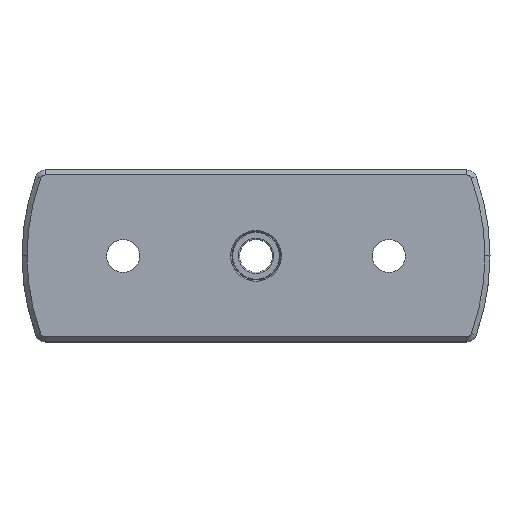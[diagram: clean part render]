
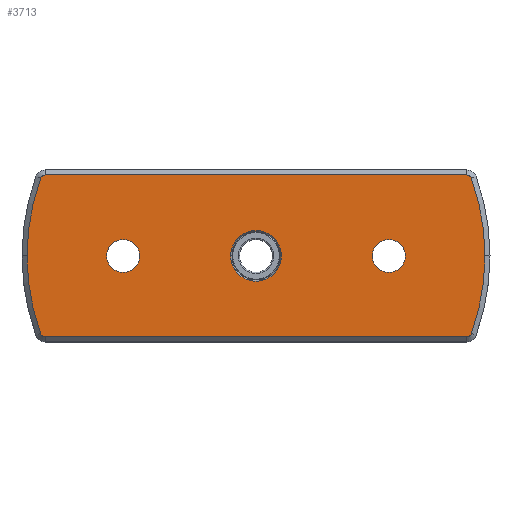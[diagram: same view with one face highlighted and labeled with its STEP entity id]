
A CAD part, top view. The second image highlights one B-rep face of the part: STEP entity #3713.
In plain terms, the highlighted planar face has unit normal (0, 0, 1).
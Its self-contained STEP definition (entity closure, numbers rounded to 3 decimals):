
#1377=EDGE_CURVE('NONE',#1415,#1977,#4049,.T.);
#1415=VERTEX_POINT('NONE',#4092);
#1421=VERTEX_POINT('NONE',#4098);
#1463=EDGE_CURVE('NONE',#2705,#3081,#4147,.T.);
#1505=EDGE_CURVE('NONE',#1745,#1939,#4191,.T.);
#1509=EDGE_CURVE('NONE',#3081,#2499,#4195,.T.);
#1645=VERTEX_POINT('NONE',#4353);
#1713=EDGE_CURVE('NONE',#2615,#1645,#4429,.T.);
#1745=VERTEX_POINT('NONE',#4461);
#1831=EDGE_CURVE('NONE',#3645,#2615,#4557,.T.);
#1879=EDGE_CURVE('NONE',#1939,#2705,#4613,.T.);
#1939=VERTEX_POINT('NONE',#4679);
#1977=VERTEX_POINT('NONE',#4718);
#2045=VERTEX_POINT('NONE',#4797);
#2169=EDGE_CURVE('NONE',#2045,#2989,#4942,.T.);
#2389=EDGE_CURVE('NONE',#2499,#2597,#5192,.T.);
#2487=EDGE_CURVE('NONE',#3169,#2747,#5304,.T.);
#2499=VERTEX_POINT('',#5317);
#2597=VERTEX_POINT('NONE',#5428);
#2615=VERTEX_POINT('NONE',#5449);
#2619=EDGE_CURVE('NONE',#1421,#1745,#5453,.T.);
#2705=VERTEX_POINT('NONE',#5548);
#2747=VERTEX_POINT('NONE',#5594);
#2989=VERTEX_POINT('NONE',#5904);
#3081=VERTEX_POINT('NONE',#6009);
#3169=VERTEX_POINT('NONE',#6109);
#3401=EDGE_CURVE('NONE',#1645,#1421,#6361,.T.);
#3539=EDGE_CURVE('NONE',#2989,#2045,#6522,.T.);
#3627=EDGE_CURVE('NONE',#2597,#3645,#6621,.T.);
#3645=VERTEX_POINT('NONE',#6640);
#3685=EDGE_CURVE('NONE',#1977,#1415,#6682,.T.);
#3713=ADVANCED_FACE('NONE',(#6712,#6713,#6714,#6715),#6716,.F.);
#3783=EDGE_CURVE('NONE',#2747,#3169,#6803,.T.);
#4049=CIRCLE('',#7099,10.0);
#4092=CARTESIAN_POINT('',(10.0,0.,0.));
#4098=CARTESIAN_POINT('',(-90.5,0.,0.));
#4147=CIRCLE('',#7217,2.);
#4191=CIRCLE('',#7282,2.);
#4195=CIRCLE('',#7287,90.5);
#4353=CARTESIAN_POINT('',(-85.142,30.678,0.));
#4429=CIRCLE('',#7585,2.);
#4461=CARTESIAN_POINT('',(-85.142,-30.678,0.));
#4557=LINE('',#7761,#7762);
#4613=LINE('',#7833,#7834);
#4679=CARTESIAN_POINT('',(-83.26,-32.,0.));
#4718=CARTESIAN_POINT('',(-10.0,0.,0.));
#4797=CARTESIAN_POINT('',(-59.0,0.,0.));
#4942=CIRCLE('',#8257,6.5);
#5192=CIRCLE('',#8598,90.5);
#5304=CIRCLE('',#8736,6.5);
#5317=CARTESIAN_POINT('',(90.5,0.,0.));
#5428=CARTESIAN_POINT('',(85.142,30.678,0.));
#5449=CARTESIAN_POINT('',(-83.26,32.,0.));
#5453=CIRCLE('',#8933,90.5);
#5548=CARTESIAN_POINT('',(83.26,-32.,0.));
#5594=CARTESIAN_POINT('',(46.0,0.,0.));
#5904=CARTESIAN_POINT('',(-46.0,0.,0.));
#6009=CARTESIAN_POINT('',(85.142,-30.678,0.));
#6109=CARTESIAN_POINT('',(59.0,0.,0.));
#6361=CIRCLE('',#10118,90.5);
#6522=CIRCLE('',#10325,6.5);
#6621=CIRCLE('',#10455,2.);
#6640=CARTESIAN_POINT('',(83.26,32.,0.));
#6682=CIRCLE('',#10536,10.0);
#6712=FACE_OUTER_BOUND('',#10577,.T.);
#6713=FACE_BOUND('',#10578,.T.);
#6714=FACE_BOUND('',#10579,.T.);
#6715=FACE_BOUND('',#10580,.T.);
#6716=PLANE('',#10581);
#6803=CIRCLE('',#10681,6.5);
#7099=AXIS2_PLACEMENT_3D('',#11039,#11040,#11041);
#7217=AXIS2_PLACEMENT_3D('',#11154,#11155,#11156);
#7282=AXIS2_PLACEMENT_3D('',#11201,#11202,#11203);
#7287=AXIS2_PLACEMENT_3D('',#11204,#11205,#11206);
#7585=AXIS2_PLACEMENT_3D('',#11512,#11513,#11514);
#7761=CARTESIAN_POINT('',(0.,32.,0.0));
#7762=VECTOR('',#11645,1000.0);
#7833=CARTESIAN_POINT('',(0.,-32.,0.0));
#7834=VECTOR('',#11710,1000.0);
#8257=AXIS2_PLACEMENT_3D('',#12123,#12124,#12125);
#8598=AXIS2_PLACEMENT_3D('',#12447,#12448,#12449);
#8736=AXIS2_PLACEMENT_3D('',#12574,#12575,#12576);
#8933=AXIS2_PLACEMENT_3D('',#12746,#12747,#12748);
#10118=AXIS2_PLACEMENT_3D('',#13858,#13859,#13860);
#10325=AXIS2_PLACEMENT_3D('',#14101,#14102,#14103);
#10455=AXIS2_PLACEMENT_3D('',#14229,#14230,#14231);
#10536=AXIS2_PLACEMENT_3D('',#14288,#14289,#14290);
#10577=EDGE_LOOP('',(#14325,#14326,#14327,#14328,#14329,#14330,#14331,#14332,#14333,#14334));
#10578=EDGE_LOOP('',(#14335,#14336));
#10579=EDGE_LOOP('',(#14337,#14338));
#10580=EDGE_LOOP('',(#14339,#14340));
#10581=AXIS2_PLACEMENT_3D('',#14341,#14342,#14343);
#10681=AXIS2_PLACEMENT_3D('',#14476,#14477,#14478);
#11039=CARTESIAN_POINT('',(0.0,0.0,0.0));
#11040=DIRECTION('',(0.,0.,1.0));
#11041=DIRECTION('',(1.0,0.,0.));
#11154=CARTESIAN_POINT('',(83.26,-30.,0.));
#11155=DIRECTION('',(0.,0.,1.0));
#11156=DIRECTION('',(-1.0,0.,0.));
#11201=CARTESIAN_POINT('',(-83.26,-30.,0.));
#11202=DIRECTION('',(0.,0.,1.0));
#11203=DIRECTION('',(-1.0,0.,0.));
#11204=CARTESIAN_POINT('',(0.,0.,0.0));
#11205=DIRECTION('',(0.,0.,1.0));
#11206=DIRECTION('',(-1.0,0.,0.));
#11512=CARTESIAN_POINT('',(-83.26,30.,0.));
#11513=DIRECTION('',(0.,0.,1.0));
#11514=DIRECTION('',(-1.0,0.,0.));
#11645=DIRECTION('',(-1.0,0.,0.));
#11710=DIRECTION('',(1.0,0.,0.));
#12123=CARTESIAN_POINT('',(-52.5,0.,0.));
#12124=DIRECTION('',(0.,0.,1.0));
#12125=DIRECTION('',(1.0,0.,0.));
#12447=CARTESIAN_POINT('',(0.,0.,0.0));
#12448=DIRECTION('',(0.,0.,1.0));
#12449=DIRECTION('',(-1.0,0.,0.));
#12574=CARTESIAN_POINT('',(52.5,0.,0.));
#12575=DIRECTION('',(0.,0.,1.0));
#12576=DIRECTION('',(1.0,0.,0.));
#12746=CARTESIAN_POINT('',(0.,0.,0.0));
#12747=DIRECTION('',(0.,0.,1.0));
#12748=DIRECTION('',(-1.0,0.,0.));
#13858=CARTESIAN_POINT('',(0.,0.,0.0));
#13859=DIRECTION('',(0.,0.,1.0));
#13860=DIRECTION('',(-1.0,0.,0.));
#14101=CARTESIAN_POINT('',(-52.5,0.,0.));
#14102=DIRECTION('',(0.,0.,1.0));
#14103=DIRECTION('',(1.0,0.,0.));
#14229=CARTESIAN_POINT('',(83.26,30.,0.));
#14230=DIRECTION('',(0.,0.,1.0));
#14231=DIRECTION('',(-1.0,0.,0.));
#14288=CARTESIAN_POINT('',(0.0,0.0,0.0));
#14289=DIRECTION('',(0.,0.,1.0));
#14290=DIRECTION('',(1.0,0.,0.));
#14325=ORIENTED_EDGE('',*,*,#1879,.T.);
#14326=ORIENTED_EDGE('',*,*,#1463,.T.);
#14327=ORIENTED_EDGE('',*,*,#1509,.T.);
#14328=ORIENTED_EDGE('',*,*,#2389,.T.);
#14329=ORIENTED_EDGE('',*,*,#3627,.T.);
#14330=ORIENTED_EDGE('',*,*,#1831,.T.);
#14331=ORIENTED_EDGE('',*,*,#1713,.T.);
#14332=ORIENTED_EDGE('',*,*,#3401,.T.);
#14333=ORIENTED_EDGE('',*,*,#2619,.T.);
#14334=ORIENTED_EDGE('',*,*,#1505,.T.);
#14335=ORIENTED_EDGE('',*,*,#2487,.F.);
#14336=ORIENTED_EDGE('',*,*,#3783,.F.);
#14337=ORIENTED_EDGE('',*,*,#3539,.F.);
#14338=ORIENTED_EDGE('',*,*,#2169,.F.);
#14339=ORIENTED_EDGE('',*,*,#1377,.F.);
#14340=ORIENTED_EDGE('',*,*,#3685,.F.);
#14341=CARTESIAN_POINT('',(0.,0.,0.0));
#14342=DIRECTION('',(0.,0.,-1.0));
#14343=DIRECTION('',(-1.0,0.,0.0));
#14476=CARTESIAN_POINT('',(52.5,0.,0.));
#14477=DIRECTION('',(0.,0.,1.0));
#14478=DIRECTION('',(1.0,0.,0.));
